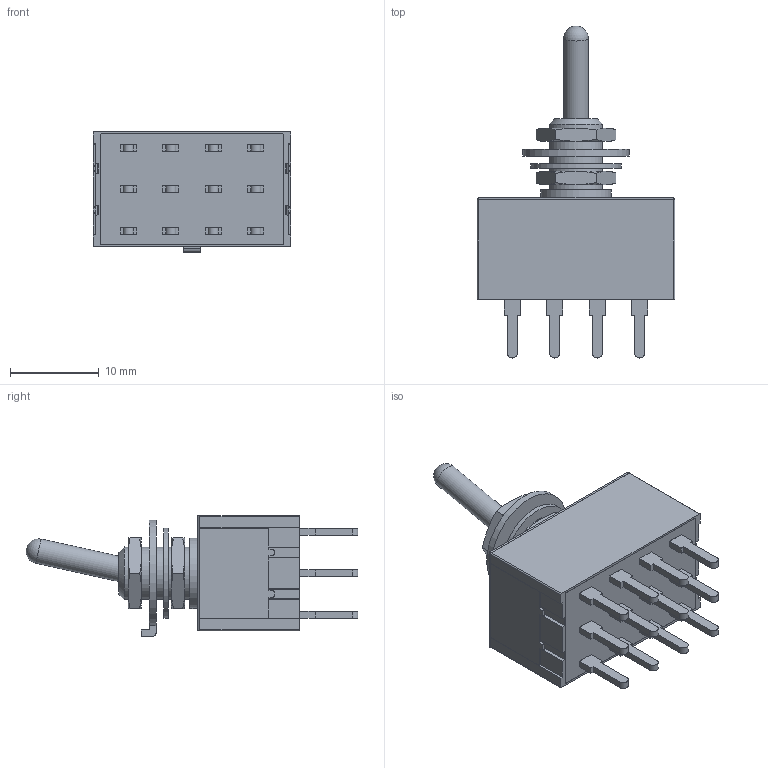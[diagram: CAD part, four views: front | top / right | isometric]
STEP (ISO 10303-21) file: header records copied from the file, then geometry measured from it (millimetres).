
FILE_DESCRIPTION( ( 'STEP AP214' ), ' ' );
FILE_NAME( 'M2042SS4W03.stp', '2017-01-29T12:48:09', ( '' ), ( '' ), ' ', 'PARTsolutions', ' ' );
FILE_SCHEMA( ( 'AUTOMOTIVE_DESIGN { 1 0 10303 214 1 1 1 1 }' ) );
Length unit declared in the file: inch
Products named in the file (9): M2042SS4W03; _M20421SS4W03-switch; _M204S4M204-bushing; _AT513M; _AT507M; _AT509; _M204203-terminals; _M20S-toggles; _M20S-caps
Assembly tree (9 placements, depth 2):
  M2042SS4W03
    _M20421SS4W03-switch
    _M204S4M204-bushing
    _AT513M  x2
    _AT507M
    _AT509
    _M204203-terminals
    _M20S-toggles
    _M20S-caps
Bounding box: 22.3 x 37.49 x 13.61 mm (x, y, z)
Volume: 3850.8 mm3; surface area: 4204 mm2
Topology: 8 solids, 8 shells, 373 faces, 979 edges, 648 vertices
Faces by surface type: plane 279, cylinder 64, cone 29, sphere 1
Full cylindrical faces by diameter (mm): 2.794 x1, 4.2 x1, 4.917 x2, 10.211 x1
Entity records: 13666 total; most frequent: CARTESIAN_POINT 1980, ORIENTED_EDGE 1824, DIRECTION 1746, EDGE_CURVE 912, LINE 744, VECTOR 744, VERTEX_POINT 610, AXIS2_PLACEMENT_3D 501
